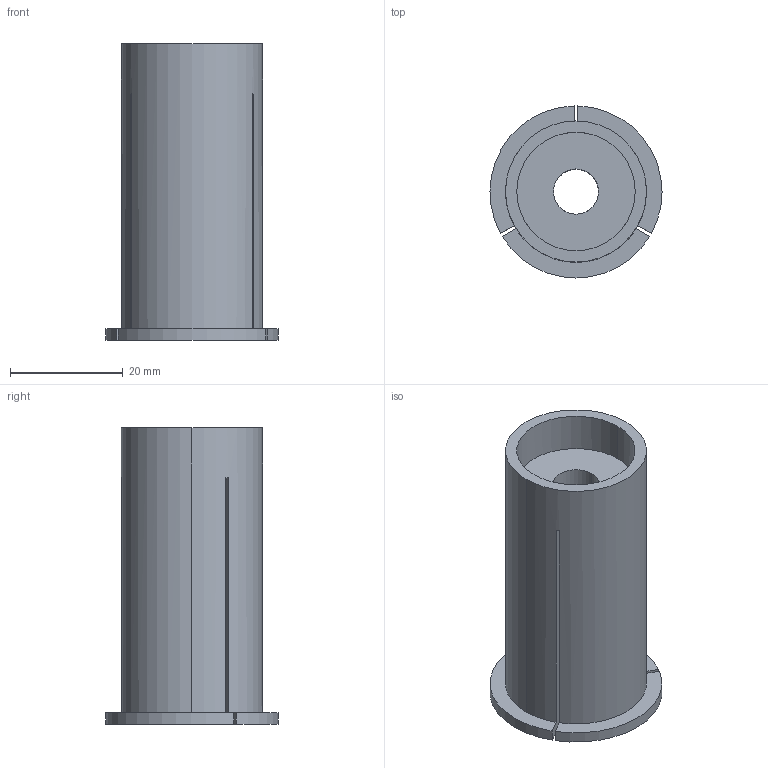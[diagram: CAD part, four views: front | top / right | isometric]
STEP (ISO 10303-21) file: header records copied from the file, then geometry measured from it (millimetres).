
FILE_DESCRIPTION (( 'STEP AP203' ), '1' );
FILE_NAME ('STP-19464-08.STEP', '2019-08-14T06:41:51', ( '' ), ( '' ), 'SwSTEP 2.0', 'SolidWorks 2017', '' );
FILE_SCHEMA (( 'CONFIG_CONTROL_DESIGN' ));
Length unit declared in the file: millimetre
Products named in the file (1): STP-19464-08
Bounding box: 30.5 x 30.5 x 52.5 mm (x, y, z)
Volume: 20437.2 mm3; surface area: 10417.3 mm2
Topology: 2 solids, 2 shells, 50 faces, 141 edges, 94 vertices
Faces by surface type: cylinder 29, plane 21
Entity records: 1740 total; most frequent: CARTESIAN_POINT 324, DIRECTION 289, ORIENTED_EDGE 282, EDGE_CURVE 141, AXIS2_PLACEMENT_3D 109, VERTEX_POINT 94, LINE 71, VECTOR 71
